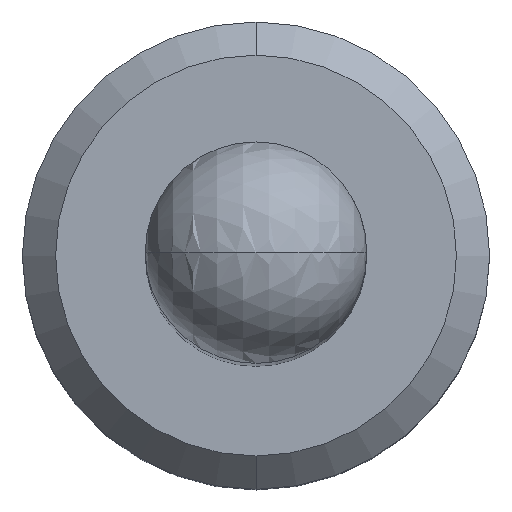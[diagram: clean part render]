
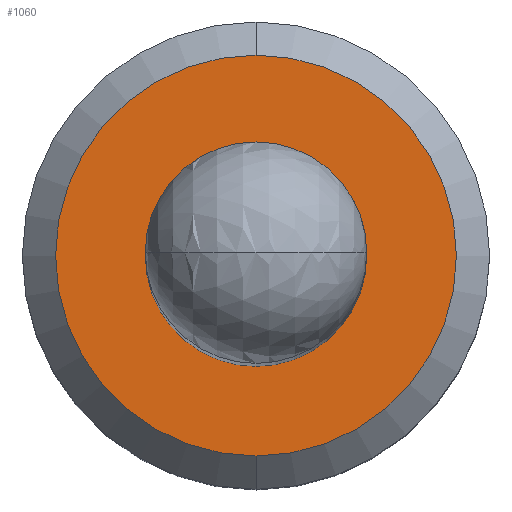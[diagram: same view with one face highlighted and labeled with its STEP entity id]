
A CAD part, top view. The second image highlights one B-rep face of the part: STEP entity #1060.
In plain terms, the highlighted face is planar.
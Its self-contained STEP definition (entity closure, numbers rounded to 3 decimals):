
#470=CARTESIAN_POINT('',(-6.7,0.5,
0.));
#480=VERTEX_POINT('',#470);
#510=CARTESIAN_POINT('',(-6.7,0.,
0.));
#520=DIRECTION('',(1.,0.,0.));
#530=DIRECTION('',(0.,-1.,0.));
#540=AXIS2_PLACEMENT_3D('',#510,#520,#530);
#550=CIRCLE('',#540,0.5);
#560=CARTESIAN_POINT('',(-6.7,-0.5,
0.));
#570=VERTEX_POINT('',#560);
#580=EDGE_CURVE('',#480,#570,#550,.T.);
#810=CARTESIAN_POINT('',(-6.7,0.,0.));
#820=DIRECTION('',(-1.,0.,0.));
#830=DIRECTION('',(0.,1.,0.));
#840=AXIS2_PLACEMENT_3D('',#810,#820,#830);
#850=PLANE('',#840);
#860=CARTESIAN_POINT('',(-6.7,0.,0.
));
#870=DIRECTION('',(1.,0.,0.));
#880=DIRECTION('',(0.,-1.,0.));
#890=AXIS2_PLACEMENT_3D('',#860,#870,#880);
#900=CIRCLE('',#890,0.905);
#910=CARTESIAN_POINT('',(-6.7,0.905,0.))
;
#920=VERTEX_POINT('',#910);
#930=CARTESIAN_POINT('',(-6.7,-0.905,
0.));
#940=VERTEX_POINT('',#930);
#950=EDGE_CURVE('',#920,#940,#900,.T.);
#960=ORIENTED_EDGE('',*,*,#950,.F.);
#970=EDGE_CURVE('',#940,#920,#900,.T.);
#980=ORIENTED_EDGE('',*,*,#970,.F.);
#990=EDGE_LOOP('',(#980,#960));
#1000=FACE_OUTER_BOUND('',#990,.T.);
#1010=ORIENTED_EDGE('',*,*,#580,.T.);
#1020=EDGE_CURVE('',#570,#480,#550,.T.);
#1030=ORIENTED_EDGE('',*,*,#1020,.T.);
#1040=EDGE_LOOP('',(#1030,#1010));
#1050=FACE_BOUND('',#1040,.T.);
#1060=ADVANCED_FACE('',(#1000,#1050),#850,.T.);
